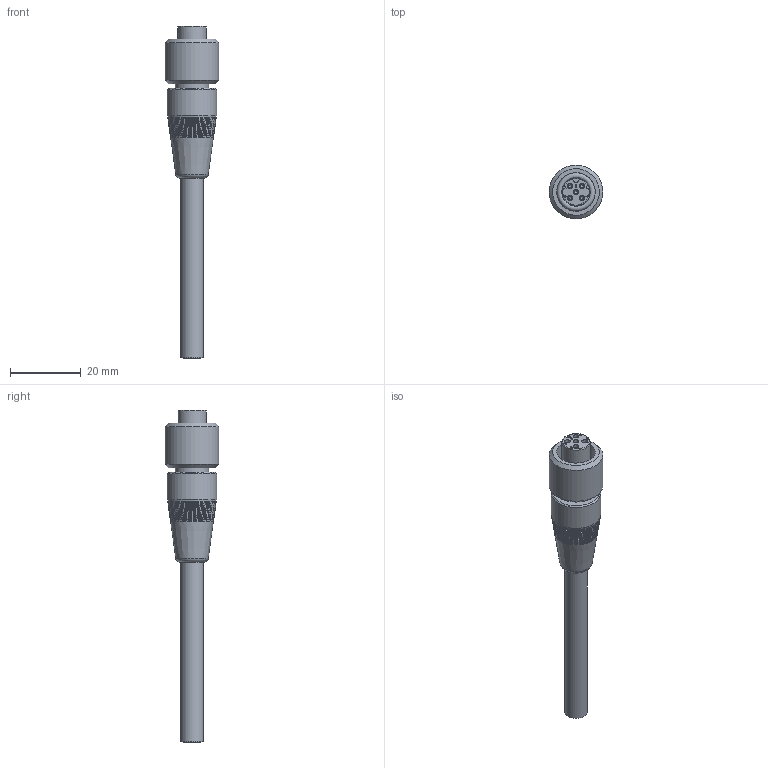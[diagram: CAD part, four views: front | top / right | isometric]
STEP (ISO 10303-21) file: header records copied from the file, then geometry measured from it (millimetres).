
FILE_DESCRIPTION(/* description */ (''),/* implementation_level */ '2;1');
FILE_NAME(/* name */ 'M4A.stp',/* time_stamp */ '2017-05-04T15:28:22-04:00',/* author */ ('aneininger'),/* organization */ ('CONNECTION TECHNOLOGY CENTER'),/* preprocessor_version */ 'ST-DEVELOPER v16.5',/* originating_system */ 'Autodesk Inventor 2017',/* authorisation */ '');
FILE_SCHEMA (('AUTOMOTIVE_DESIGN { 1 0 10303 214 3 1 1 }'));
Length unit declared in the file: inch
Products named in the file (1): Part1
Bounding box: 15.22 x 15.22 x 94 mm (x, y, z)
Volume: 6730.8 mm3; surface area: 4316.7 mm2
Topology: 1 solids, 1 shells, 535 faces, 1027 edges, 592 vertices
Faces by surface type: cylinder 231, plane 225, bspline 45, cone 31, torus 3
Full cylindrical faces by diameter (mm): 0.128 x19, 0.203 x48, 0.635 x5, 1.143 x5, 1.575 x4, 1.93 x5, 3.937 x1, 4.445 x1, 4.572 x1, 6.35 x1, 9.423 x1, 9.677 x1, 10.795 x1, 10.922 x1, 11.974 x1, 12.119 x1, 12.265 x1, 12.41 x1, 12.555 x1, 12.7 x2, 12.845 x1, 12.99 x1, 13.135 x1, 13.281 x1, 13.426 x1, 13.571 x1, 13.97 x1, 15.24 x1
Entity records: 13913 total; most frequent: CARTESIAN_POINT 2996, DIRECTION 2259, ORIENTED_EDGE 1874, AXIS2_PLACEMENT_3D 1000, EDGE_CURVE 865, EDGE_LOOP 766, VERTEX_POINT 553, STYLED_ITEM 536
